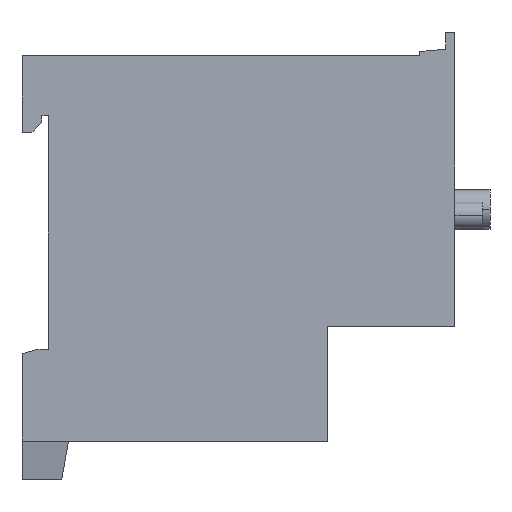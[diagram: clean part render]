
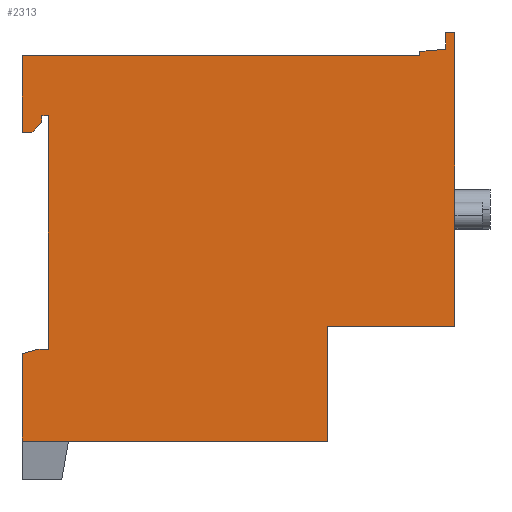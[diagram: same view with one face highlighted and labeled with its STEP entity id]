
A CAD part, left-side view. The second image highlights one B-rep face of the part: STEP entity #2313.
In plain terms, the highlighted planar face has unit normal (-1, 0, 0).
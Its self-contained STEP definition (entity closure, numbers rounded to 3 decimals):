
#15 = VERTEX_POINT ( 'NONE', #988 ) ;
#55 = VERTEX_POINT ( 'NONE', #437 ) ;
#62 = CARTESIAN_POINT ( 'NONE',  ( -45., -2.4, -47.85 ) ) ;
#71 = CARTESIAN_POINT ( 'NONE',  ( -45., -3., -12.55 ) ) ;
#73 = LINE ( 'NONE', #830, #1191 ) ;
#77 = VERTEX_POINT ( 'NONE', #62 ) ;
#108 = LINE ( 'NONE', #405, #2126 ) ;
#118 = VECTOR ( 'NONE', #559, 1000. ) ;
#133 = DIRECTION ( 'NONE',  ( 0., -1., 0. ) ) ;
#149 = EDGE_CURVE ( 'NONE', #1457, #15, #381, .T. ) ;
#164 = VECTOR ( 'NONE', #2257, 1000. ) ;
#185 = DIRECTION ( 'NONE',  ( 0., -1., 0. ) ) ;
#197 = EDGE_CURVE ( 'NONE', #839, #2127, #215, .T. ) ;
#215 = LINE ( 'NONE', #508, #277 ) ;
#251 = EDGE_CURVE ( 'NONE', #1179, #55, #1351, .T. ) ;
#277 = VECTOR ( 'NONE', #513, 1000. ) ;
#299 = EDGE_CURVE ( 'NONE', #1667, #1457, #793, .T. ) ;
#303 = VECTOR ( 'NONE', #1462, 1000. ) ;
#320 = VECTOR ( 'NONE', #1592, 1000. ) ;
#375 = VECTOR ( 'NONE', #1294, 1000. ) ;
#381 = LINE ( 'NONE', #1207, #1998 ) ;
#405 = CARTESIAN_POINT ( 'NONE',  ( -45., -30.323, -15.05 ) ) ;
#416 = VECTOR ( 'NONE', #1889, 1000. ) ;
#419 = CARTESIAN_POINT ( 'NONE',  ( -45., 0., -61.7 ) ) ;
#430 = CARTESIAN_POINT ( 'NONE',  ( -45., -64., 0. ) ) ;
#437 = CARTESIAN_POINT ( 'NONE',  ( -45., -1.5, -15.05 ) ) ;
#475 = CARTESIAN_POINT ( 'NONE',  ( -45., 0., -48.493 ) ) ;
#479 = LINE ( 'NONE', #1818, #1075 ) ;
#482 = LINE ( 'NONE', #2188, #303 ) ;
#505 = VECTOR ( 'NONE', #686, 1000. ) ;
#508 = CARTESIAN_POINT ( 'NONE',  ( -45., -7.023, -61.7 ) ) ;
#512 = EDGE_CURVE ( 'NONE', #1804, #1719, #2075, .T. ) ;
#513 = DIRECTION ( 'NONE',  ( 0., 1., 0. ) ) ;
#514 = ORIENTED_EDGE ( 'NONE', *, *, #512, .F. ) ;
#559 = DIRECTION ( 'NONE',  ( 0., 0., -1. ) ) ;
#561 = VERTEX_POINT ( 'NONE', #1476 ) ;
#595 = VERTEX_POINT ( 'NONE', #984 ) ;
#686 = DIRECTION ( 'NONE',  ( 0., 0., 1. ) ) ;
#712 = VERTEX_POINT ( 'NONE', #71 ) ;
#735 = EDGE_LOOP ( 'NONE', ( #1172, #1284, #1859, #2327, #989, #1220, #2300, #1353, #1761, #2186, #2249, #514, #1248, #2030, #1648, #1958, #1377, #934 ) ) ;
#739 = CARTESIAN_POINT ( 'NONE',  ( -45., -60.1, -31.63 ) ) ;
#766 = EDGE_CURVE ( 'NONE', #15, #839, #2346, .T. ) ;
#783 = CARTESIAN_POINT ( 'NONE',  ( -45., -46.1, -61.7 ) ) ;
#793 = LINE ( 'NONE', #1601, #320 ) ;
#830 = CARTESIAN_POINT ( 'NONE',  ( -45., -30.323, -12.55 ) ) ;
#839 = VERTEX_POINT ( 'NONE', #783 ) ;
#887 = CARTESIAN_POINT ( 'NONE',  ( -45., -60.1, -2.85 ) ) ;
#934 = ORIENTED_EDGE ( 'NONE', *, *, #966, .T. ) ;
#935 = VERTEX_POINT ( 'NONE', #1828 ) ;
#959 = VECTOR ( 'NONE', #1096, 1000. ) ;
#966 = EDGE_CURVE ( 'NONE', #595, #77, #479, .T. ) ;
#971 = EDGE_CURVE ( 'NONE', #1179, #712, #482, .T. ) ;
#984 = CARTESIAN_POINT ( 'NONE',  ( -45., -4., -47.85 ) ) ;
#986 = CARTESIAN_POINT ( 'NONE',  ( -45., -65.4, -44.4 ) ) ;
#988 = CARTESIAN_POINT ( 'NONE',  ( -45., -46.1, -44.4 ) ) ;
#989 = ORIENTED_EDGE ( 'NONE', *, *, #149, .F. ) ;
#1075 = VECTOR ( 'NONE', #1643, 1000. ) ;
#1078 = CARTESIAN_POINT ( 'NONE',  ( -45., 0., -3.5 ) ) ;
#1090 = LINE ( 'NONE', #1435, #375 ) ;
#1091 = EDGE_CURVE ( 'NONE', #1935, #1870, #2137, .T. ) ;
#1096 = DIRECTION ( 'NONE',  ( 0., 0., 1. ) ) ;
#1113 = CARTESIAN_POINT ( 'NONE',  ( -45., -4., -12.55 ) ) ;
#1145 = DIRECTION ( 'NONE',  ( 0., -1., 0. ) ) ;
#1172 = ORIENTED_EDGE ( 'NONE', *, *, #1208, .F. ) ;
#1179 = VERTEX_POINT ( 'NONE', #1809 ) ;
#1181 = VERTEX_POINT ( 'NONE', #1662 ) ;
#1191 = VECTOR ( 'NONE', #1145, 1000. ) ;
#1198 = DIRECTION ( 'NONE',  ( 0., 1., 0. ) ) ;
#1206 = CARTESIAN_POINT ( 'NONE',  ( -45., -65.4, 0. ) ) ;
#1207 = CARTESIAN_POINT ( 'NONE',  ( -45., -46.1, -44.4 ) ) ;
#1208 = EDGE_CURVE ( 'NONE', #1181, #77, #1090, .T. ) ;
#1212 = VECTOR ( 'NONE', #1705, 1000. ) ;
#1220 = ORIENTED_EDGE ( 'NONE', *, *, #299, .F. ) ;
#1248 = ORIENTED_EDGE ( 'NONE', *, *, #1770, .T. ) ;
#1265 = DIRECTION ( 'NONE',  ( -1., 0., 0. ) ) ;
#1284 = ORIENTED_EDGE ( 'NONE', *, *, #1798, .F. ) ;
#1285 = LINE ( 'NONE', #1113, #959 ) ;
#1294 = DIRECTION ( 'NONE',  ( 0., -0.966, 0.259 ) ) ;
#1305 = VECTOR ( 'NONE', #2185, 1000. ) ;
#1332 = LINE ( 'NONE', #1692, #416 ) ;
#1351 = LINE ( 'NONE', #2171, #1305 ) ;
#1353 = ORIENTED_EDGE ( 'NONE', *, *, #2149, .F. ) ;
#1377 = ORIENTED_EDGE ( 'NONE', *, *, #1574, .F. ) ;
#1381 = EDGE_CURVE ( 'NONE', #1935, #935, #1567, .T. ) ;
#1395 = EDGE_CURVE ( 'NONE', #1667, #561, #1332, .T. ) ;
#1435 = CARTESIAN_POINT ( 'NONE',  ( -45., -2.4, -47.85 ) ) ;
#1457 = VERTEX_POINT ( 'NONE', #986 ) ;
#1462 = DIRECTION ( 'NONE',  ( 0., 0., 1. ) ) ;
#1476 = CARTESIAN_POINT ( 'NONE',  ( -45., -64., 0. ) ) ;
#1503 = EDGE_CURVE ( 'NONE', #712, #1504, #73, .T. ) ;
#1504 = VERTEX_POINT ( 'NONE', #1684 ) ;
#1511 = CARTESIAN_POINT ( 'NONE',  ( -45., 0., -15.05 ) ) ;
#1513 = VECTOR ( 'NONE', #1696, 1000. ) ;
#1567 = LINE ( 'NONE', #2271, #1513 ) ;
#1574 = EDGE_CURVE ( 'NONE', #595, #1504, #1285, .T. ) ;
#1590 = CARTESIAN_POINT ( 'NONE',  ( -45., -60.1, -3.5 ) ) ;
#1592 = DIRECTION ( 'NONE',  ( 0., 0., -1. ) ) ;
#1601 = CARTESIAN_POINT ( 'NONE',  ( -45., -65.4, -44.4 ) ) ;
#1619 = CARTESIAN_POINT ( 'NONE',  ( -45., -30.323, -31.63 ) ) ;
#1643 = DIRECTION ( 'NONE',  ( 0., 1., 0. ) ) ;
#1648 = ORIENTED_EDGE ( 'NONE', *, *, #971, .T. ) ;
#1660 = LINE ( 'NONE', #1590, #2068 ) ;
#1662 = CARTESIAN_POINT ( 'NONE',  ( -45., 0., -48.493 ) ) ;
#1667 = VERTEX_POINT ( 'NONE', #1206 ) ;
#1684 = CARTESIAN_POINT ( 'NONE',  ( -45., -4., -12.55 ) ) ;
#1692 = CARTESIAN_POINT ( 'NONE',  ( -45., -30.323, 0. ) ) ;
#1696 = DIRECTION ( 'NONE',  ( 0., -0.996, 0.087 ) ) ;
#1705 = DIRECTION ( 'NONE',  ( 0., 0., 1. ) ) ;
#1719 = VERTEX_POINT ( 'NONE', #1078 ) ;
#1761 = ORIENTED_EDGE ( 'NONE', *, *, #1381, .F. ) ;
#1770 = EDGE_CURVE ( 'NONE', #1804, #55, #108, .T. ) ;
#1798 = EDGE_CURVE ( 'NONE', #2127, #1181, #2063, .T. ) ;
#1804 = VERTEX_POINT ( 'NONE', #1511 ) ;
#1809 = CARTESIAN_POINT ( 'NONE',  ( -45., -3., -13.55 ) ) ;
#1812 = PLANE ( 'NONE',  #1974 ) ;
#1818 = CARTESIAN_POINT ( 'NONE',  ( -45., -30.323, -47.85 ) ) ;
#1824 = FACE_OUTER_BOUND ( 'NONE', #735, .T. ) ;
#1828 = CARTESIAN_POINT ( 'NONE',  ( -45., -64., -2.509 ) ) ;
#1859 = ORIENTED_EDGE ( 'NONE', *, *, #197, .F. ) ;
#1861 = DIRECTION ( 'NONE',  ( 0., 0., -1. ) ) ;
#1870 = VERTEX_POINT ( 'NONE', #2334 ) ;
#1889 = DIRECTION ( 'NONE',  ( 0., 1., 0. ) ) ;
#1902 = EDGE_CURVE ( 'NONE', #1719, #1870, #1660, .T. ) ;
#1935 = VERTEX_POINT ( 'NONE', #887 ) ;
#1958 = ORIENTED_EDGE ( 'NONE', *, *, #1503, .T. ) ;
#1974 = AXIS2_PLACEMENT_3D ( 'NONE', #1619, #1265, #2000 ) ;
#1998 = VECTOR ( 'NONE', #1198, 1000. ) ;
#2000 = DIRECTION ( 'NONE',  ( 0., -1., 0. ) ) ;
#2030 = ORIENTED_EDGE ( 'NONE', *, *, #251, .F. ) ;
#2063 = LINE ( 'NONE', #475, #1212 ) ;
#2068 = VECTOR ( 'NONE', #185, 1000. ) ;
#2075 = LINE ( 'NONE', #2235, #164 ) ;
#2110 = LINE ( 'NONE', #430, #505 ) ;
#2126 = VECTOR ( 'NONE', #133, 1000. ) ;
#2127 = VERTEX_POINT ( 'NONE', #419 ) ;
#2137 = LINE ( 'NONE', #739, #118 ) ;
#2149 = EDGE_CURVE ( 'NONE', #935, #561, #2110, .T. ) ;
#2171 = CARTESIAN_POINT ( 'NONE',  ( -45., -1.5, -15.05 ) ) ;
#2185 = DIRECTION ( 'NONE',  ( 0., 0.707, -0.707 ) ) ;
#2186 = ORIENTED_EDGE ( 'NONE', *, *, #1091, .T. ) ;
#2188 = CARTESIAN_POINT ( 'NONE',  ( -45., -3., -31.63 ) ) ;
#2235 = CARTESIAN_POINT ( 'NONE',  ( -45., 0., -3.5 ) ) ;
#2240 = CARTESIAN_POINT ( 'NONE',  ( -45., -46.1, -61.7 ) ) ;
#2249 = ORIENTED_EDGE ( 'NONE', *, *, #1902, .F. ) ;
#2257 = DIRECTION ( 'NONE',  ( 0., 0., 1. ) ) ;
#2271 = CARTESIAN_POINT ( 'NONE',  ( -45., -64., -2.509 ) ) ;
#2300 = ORIENTED_EDGE ( 'NONE', *, *, #1395, .T. ) ;
#2313 = ADVANCED_FACE ( 'NONE', ( #1824 ), #1812, .T. ) ;
#2327 = ORIENTED_EDGE ( 'NONE', *, *, #766, .F. ) ;
#2334 = CARTESIAN_POINT ( 'NONE',  ( -45., -60.1, -3.5 ) ) ;
#2341 = VECTOR ( 'NONE', #1861, 1000. ) ;
#2346 = LINE ( 'NONE', #2240, #2341 ) ;
